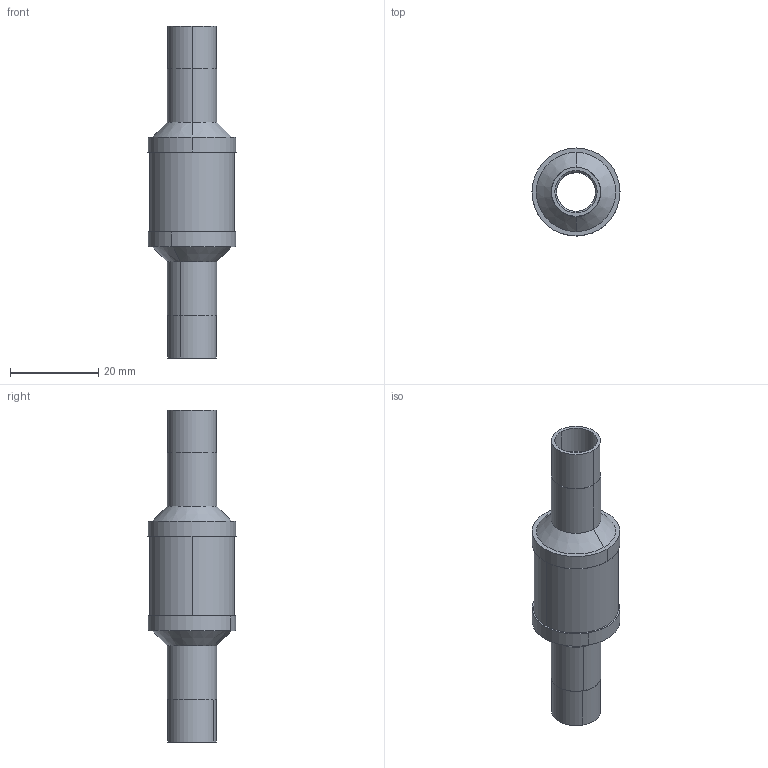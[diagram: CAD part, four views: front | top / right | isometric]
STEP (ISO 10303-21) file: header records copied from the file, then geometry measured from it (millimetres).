
FILE_DESCRIPTION (( 'STEP AP203' ), '1' );
FILE_NAME ('A0573-2-W.STEP', '2011-10-05T14:39:18', ( '' ), ( '' ), 'SwSTEP 2.0', 'SolidWorks 2011', '' );
FILE_SCHEMA (( 'CONFIG_CONTROL_DESIGN' ));
Length unit declared in the file: inch
Products named in the file (1): A0573-2-W
Bounding box: 19.98 x 19.98 x 75.29 mm (x, y, z)
Volume: 5989.5 mm3; surface area: 6950.2 mm2
Topology: 1 solids, 3 shells, 66 faces, 136 edges, 82 vertices
Faces by surface type: cylinder 32, cone 22, plane 12
Entity records: 1841 total; most frequent: DIRECTION 352, CARTESIAN_POINT 285, ORIENTED_EDGE 272, AXIS2_PLACEMENT_3D 149, EDGE_CURVE 136, VERTEX_POINT 82, CIRCLE 82, EDGE_LOOP 78
